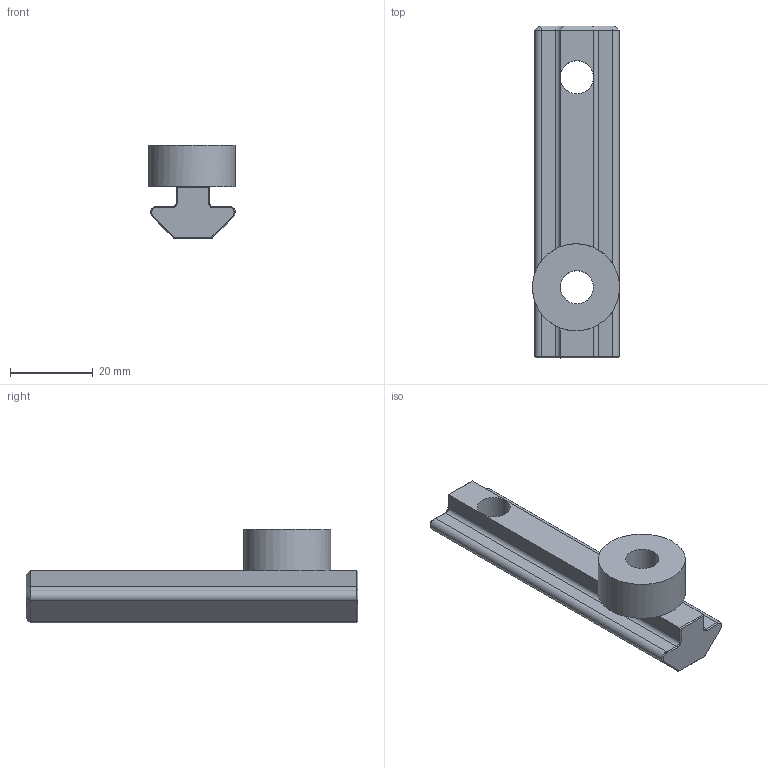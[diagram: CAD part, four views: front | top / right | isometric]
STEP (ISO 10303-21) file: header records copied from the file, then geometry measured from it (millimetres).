
FILE_DESCRIPTION(/* description */ (''),/* implementation_level */ '2;1');
FILE_NAME(/* name */ '4040_HingeLong10mm.step',/* time_stamp */ '2026-02-01T10:35:33-06:00',/* author */ (''),/* organization */ (''),/* preprocessor_version */ 'ST-DEVELOPER v20.1',/* originating_system */ 'Autodesk Translation Framework v14.24.0.0',/* authorisation */ '');
FILE_SCHEMA (('AUTOMOTIVE_DESIGN { 1 0 10303 214 3 1 1 }'));
Length unit declared in the file: millimetre
Products named in the file (2): 4040_HingeLong10mm; 4040_HingeLong
Assembly tree (1 placements, depth 2):
  4040_HingeLong10mm
    4040_HingeLong
Bounding box: 21 x 80 x 22.57 mm (x, y, z)
Volume: 14785.6 mm3; surface area: 6565.4 mm2
Topology: 1 solids, 1 shells, 51 faces, 115 edges, 64 vertices
Faces by surface type: plane 30, cone 12, cylinder 9
Full cylindrical faces by diameter (mm): 8 x2, 21 x1
Entity records: 1428 total; most frequent: DIRECTION 253, CARTESIAN_POINT 231, ORIENTED_EDGE 226, EDGE_CURVE 113, AXIS2_PLACEMENT_3D 86, LINE 81, VECTOR 81, VERTEX_POINT 64
